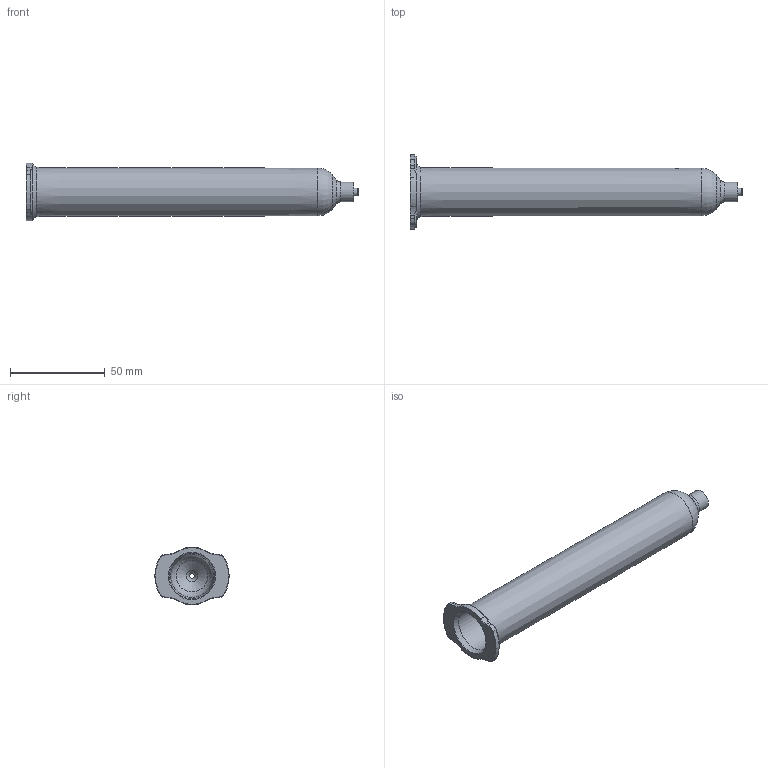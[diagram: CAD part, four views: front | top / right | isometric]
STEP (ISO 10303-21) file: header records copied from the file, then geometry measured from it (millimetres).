
FILE_DESCRIPTION(/* description */ ('Unknown'),/* implementation_level */ '2;1');
FILE_NAME(/* name */ '801005_55cc_Kunde',/* time_stamp */ '2020-07-22T17:10:32+02:00',/* author */ ('Unknown'),/* organization */ ('Unknown'),/* preprocessor_version */ 'ST-DEVELOPER v16.7',/* originating_system */ 'Solid Edge',/* authorisation */ 'Unknown');
FILE_SCHEMA (('AUTOMOTIVE_DESIGN {1 0 10303 214 3 1 1}'));
Length unit declared in the file: millimetre
Products named in the file (1): 801005_55cc
Bounding box: 175.2 x 39.17 x 30.3 mm (x, y, z)
Volume: 20370.3 mm3; surface area: 26501.7 mm2
Topology: 1 solids, 1 shells, 357 faces, 843 edges, 507 vertices
Faces by surface type: plane 94, cone 83, torus 72, cylinder 71, bspline 37
Full cylindrical faces by diameter (mm): 8.4 x1, 10.5 x1, 22.57 x1
Entity records: 12112 total; most frequent: CARTESIAN_POINT 3997, DIRECTION 1728, ORIENTED_EDGE 1646, EDGE_CURVE 823, AXIS2_PLACEMENT_3D 676, VERTEX_POINT 505, EDGE_LOOP 396, FACE_BOUND 396
